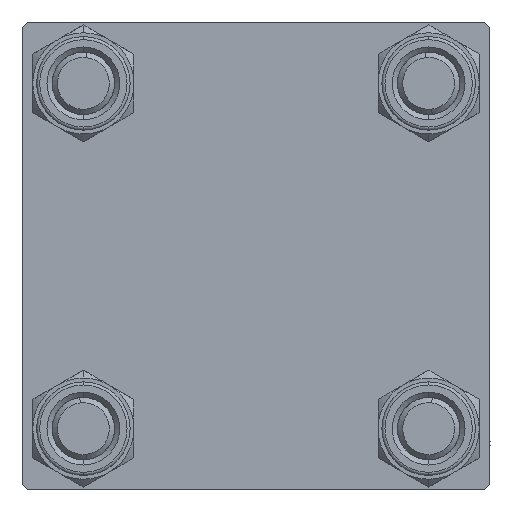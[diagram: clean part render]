
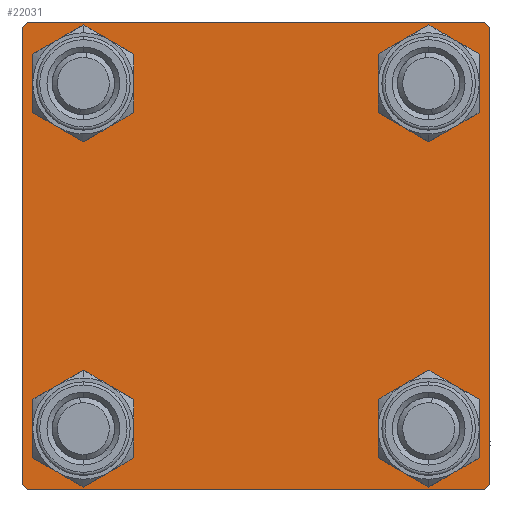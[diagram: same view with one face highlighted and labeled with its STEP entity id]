
A CAD part, left-side view. The second image highlights one B-rep face of the part: STEP entity #22031.
In plain terms, the highlighted planar face has unit normal (-1, 0, 0).
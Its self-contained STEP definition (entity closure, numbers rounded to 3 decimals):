
#228 = EDGE_CURVE ( 'NONE', #47612, #9660, #32792, .T. ) ;
#465 = VERTEX_POINT ( 'NONE', #22520 ) ;
#485 = CARTESIAN_POINT ( 'NONE',  ( 0., -16.6, -16.6 ) ) ;
#508 = ORIENTED_EDGE ( 'NONE', *, *, #5309, .T. ) ;
#693 = ORIENTED_EDGE ( 'NONE', *, *, #8496, .T. ) ;
#944 = EDGE_CURVE ( 'NONE', #13849, #40141, #27209, .T. ) ;
#1594 = EDGE_CURVE ( 'NONE', #19320, #465, #36824, .T. ) ;
#2451 = CARTESIAN_POINT ( 'NONE',  ( 0., 22.25, -22.25 ) ) ;
#2759 = AXIS2_PLACEMENT_3D ( 'NONE', #14508, #7042, #14258 ) ;
#2929 = EDGE_LOOP ( 'NONE', ( #36326, #693, #19570, #15033, #13002, #8458, #17791, #30622 ) ) ;
#3141 = EDGE_LOOP ( 'NONE', ( #31451, #27235 ) ) ;
#3386 = CIRCLE ( 'NONE', #11620, 3.5 ) ;
#3851 = DIRECTION ( 'NONE',  ( -1., 0., 0. ) ) ;
#4105 = DIRECTION ( 'NONE',  ( 0., 0., 1. ) ) ;
#4186 = EDGE_CURVE ( 'NONE', #22984, #42906, #35403, .T. ) ;
#4336 = DIRECTION ( 'NONE',  ( 0., 0.707, -0.707 ) ) ;
#4461 = ORIENTED_EDGE ( 'NONE', *, *, #27401, .T. ) ;
#5309 = EDGE_CURVE ( 'NONE', #17207, #13096, #3386, .T. ) ;
#5771 = VERTEX_POINT ( 'NONE', #11122 ) ;
#5996 = FACE_BOUND ( 'NONE', #49183, .T. ) ;
#6122 = CARTESIAN_POINT ( 'NONE',  ( 0., 16.6, -16.6 ) ) ;
#6566 = LINE ( 'NONE', #2451, #49444 ) ;
#7042 = DIRECTION ( 'NONE',  ( 1., 0., 0. ) ) ;
#7750 = CARTESIAN_POINT ( 'NONE',  ( 0., 16.6, -13.1 ) ) ;
#8100 = CARTESIAN_POINT ( 'NONE',  ( 0., -22., 22.5 ) ) ;
#8458 = ORIENTED_EDGE ( 'NONE', *, *, #944, .T. ) ;
#8496 = EDGE_CURVE ( 'NONE', #14781, #19320, #6566, .T. ) ;
#8646 = DIRECTION ( 'NONE',  ( 0., 0., 1. ) ) ;
#9660 = VERTEX_POINT ( 'NONE', #18340 ) ;
#9843 = CIRCLE ( 'NONE', #26238, 3.5 ) ;
#10108 = FACE_BOUND ( 'NONE', #3141, .T. ) ;
#10581 = DIRECTION ( 'NONE',  ( 0., 0., -1. ) ) ;
#10626 = LINE ( 'NONE', #33525, #46297 ) ;
#10983 = DIRECTION ( 'NONE',  ( 0., 0., 1. ) ) ;
#11122 = CARTESIAN_POINT ( 'NONE',  ( 0., 22.5, 22. ) ) ;
#11281 = DIRECTION ( 'NONE',  ( 1., 0., 0. ) ) ;
#11316 = FACE_OUTER_BOUND ( 'NONE', #2929, .T. ) ;
#11620 = AXIS2_PLACEMENT_3D ( 'NONE', #485, #19768, #15663 ) ;
#11667 = AXIS2_PLACEMENT_3D ( 'NONE', #50349, #3851, #27497 ) ;
#12239 = CARTESIAN_POINT ( 'NONE',  ( 0., -16.6, -13.1 ) ) ;
#12296 = LINE ( 'NONE', #35198, #33630 ) ;
#12321 = DIRECTION ( 'NONE',  ( 1., 0., 0. ) ) ;
#12559 = CARTESIAN_POINT ( 'NONE',  ( 0., 22., 22.5 ) ) ;
#12567 = ORIENTED_EDGE ( 'NONE', *, *, #44815, .T. ) ;
#13002 = ORIENTED_EDGE ( 'NONE', *, *, #30281, .F. ) ;
#13096 = VERTEX_POINT ( 'NONE', #12239 ) ;
#13122 = DIRECTION ( 'NONE',  ( 0., 0., -1. ) ) ;
#13238 = EDGE_CURVE ( 'NONE', #465, #33448, #37404, .T. ) ;
#13579 = DIRECTION ( 'NONE',  ( 1., 0., 0. ) ) ;
#13849 = VERTEX_POINT ( 'NONE', #18674 ) ;
#14012 = DIRECTION ( 'NONE',  ( 0., -0.707, 0.707 ) ) ;
#14183 = EDGE_CURVE ( 'NONE', #42797, #49649, #43799, .T. ) ;
#14258 = DIRECTION ( 'NONE',  ( 0., 0., 1. ) ) ;
#14286 = DIRECTION ( 'NONE',  ( 0., -0.707, -0.707 ) ) ;
#14508 = CARTESIAN_POINT ( 'NONE',  ( 0., 16.6, 16.6 ) ) ;
#14587 = CIRCLE ( 'NONE', #26904, 3.5 ) ;
#14730 = AXIS2_PLACEMENT_3D ( 'NONE', #22835, #11281, #18725 ) ;
#14781 = VERTEX_POINT ( 'NONE', #45711 ) ;
#14836 = CARTESIAN_POINT ( 'NONE',  ( 0., -16.6, -16.6 ) ) ;
#15033 = ORIENTED_EDGE ( 'NONE', *, *, #13238, .T. ) ;
#15663 = DIRECTION ( 'NONE',  ( 0., 0., 1. ) ) ;
#17207 = VERTEX_POINT ( 'NONE', #19427 ) ;
#17219 = CIRCLE ( 'NONE', #22981, 3.5 ) ;
#17224 = VECTOR ( 'NONE', #22589, 1000. ) ;
#17791 = ORIENTED_EDGE ( 'NONE', *, *, #28049, .F. ) ;
#18340 = CARTESIAN_POINT ( 'NONE',  ( 0., -16.6, 13.1 ) ) ;
#18674 = CARTESIAN_POINT ( 'NONE',  ( 0., -22.5, 22. ) ) ;
#18725 = DIRECTION ( 'NONE',  ( 0., 0., 1. ) ) ;
#19320 = VERTEX_POINT ( 'NONE', #39053 ) ;
#19427 = CARTESIAN_POINT ( 'NONE',  ( 0., -16.6, -20.1 ) ) ;
#19570 = ORIENTED_EDGE ( 'NONE', *, *, #1594, .T. ) ;
#19768 = DIRECTION ( 'NONE',  ( 1., 0., 0. ) ) ;
#19976 = VECTOR ( 'NONE', #14012, 1000. ) ;
#20250 = ORIENTED_EDGE ( 'NONE', *, *, #14183, .T. ) ;
#20798 = DIRECTION ( 'NONE',  ( 1., 0., 0. ) ) ;
#21675 = CIRCLE ( 'NONE', #24122, 3.5 ) ;
#22031 = ADVANCED_FACE ( 'NONE', ( #41202, #5996, #10108, #25778, #11316 ), #46496, .T. ) ;
#22520 = CARTESIAN_POINT ( 'NONE',  ( 0., -22., -22.5 ) ) ;
#22589 = DIRECTION ( 'NONE',  ( 0., 0.707, 0.707 ) ) ;
#22835 = CARTESIAN_POINT ( 'NONE',  ( 0., -16.6, 16.6 ) ) ;
#22981 = AXIS2_PLACEMENT_3D ( 'NONE', #28440, #35894, #8646 ) ;
#22984 = VERTEX_POINT ( 'NONE', #50423 ) ;
#24122 = AXIS2_PLACEMENT_3D ( 'NONE', #14836, #30519, #10983 ) ;
#25778 = FACE_BOUND ( 'NONE', #28642, .T. ) ;
#26238 = AXIS2_PLACEMENT_3D ( 'NONE', #6122, #13579, #49270 ) ;
#26904 = AXIS2_PLACEMENT_3D ( 'NONE', #28001, #12321, #4105 ) ;
#27209 = LINE ( 'NONE', #42870, #17224 ) ;
#27235 = ORIENTED_EDGE ( 'NONE', *, *, #4186, .T. ) ;
#27401 = EDGE_CURVE ( 'NONE', #13096, #17207, #21675, .T. ) ;
#27497 = DIRECTION ( 'NONE',  ( 0., 0., 1. ) ) ;
#28001 = CARTESIAN_POINT ( 'NONE',  ( 0., 16.6, 16.6 ) ) ;
#28049 = EDGE_CURVE ( 'NONE', #44153, #40141, #10626, .T. ) ;
#28440 = CARTESIAN_POINT ( 'NONE',  ( 0., -16.6, 16.6 ) ) ;
#28642 = EDGE_LOOP ( 'NONE', ( #20250, #30453 ) ) ;
#30126 = CARTESIAN_POINT ( 'NONE',  ( 0., -22.5, 22.5 ) ) ;
#30281 = EDGE_CURVE ( 'NONE', #13849, #33448, #45264, .T. ) ;
#30453 = ORIENTED_EDGE ( 'NONE', *, *, #39663, .T. ) ;
#30519 = DIRECTION ( 'NONE',  ( 1., 0., 0. ) ) ;
#30622 = ORIENTED_EDGE ( 'NONE', *, *, #48793, .T. ) ;
#31205 = VECTOR ( 'NONE', #13122, 1000. ) ;
#31451 = ORIENTED_EDGE ( 'NONE', *, *, #44331, .T. ) ;
#32459 = VECTOR ( 'NONE', #10581, 1000. ) ;
#32792 = CIRCLE ( 'NONE', #14730, 3.5 ) ;
#33277 = DIRECTION ( 'NONE',  ( 0., -1., 0. ) ) ;
#33448 = VERTEX_POINT ( 'NONE', #38626 ) ;
#33525 = CARTESIAN_POINT ( 'NONE',  ( 0., 22.5, 22.5 ) ) ;
#33630 = VECTOR ( 'NONE', #4336, 1000. ) ;
#35198 = CARTESIAN_POINT ( 'NONE',  ( 0., 22.25, 22.25 ) ) ;
#35403 = CIRCLE ( 'NONE', #41106, 3.5 ) ;
#35894 = DIRECTION ( 'NONE',  ( 1., 0., 0. ) ) ;
#36326 = ORIENTED_EDGE ( 'NONE', *, *, #49828, .T. ) ;
#36476 = DIRECTION ( 'NONE',  ( 0., 0., 1. ) ) ;
#36824 = LINE ( 'NONE', #37074, #46732 ) ;
#37074 = CARTESIAN_POINT ( 'NONE',  ( 0., 22.5, -22.5 ) ) ;
#37152 = CARTESIAN_POINT ( 'NONE',  ( 0., -22.25, -22.25 ) ) ;
#37404 = LINE ( 'NONE', #37152, #19976 ) ;
#37835 = CARTESIAN_POINT ( 'NONE',  ( 0., 16.6, 13.1 ) ) ;
#38080 = CARTESIAN_POINT ( 'NONE',  ( 0., 16.6, 20.1 ) ) ;
#38626 = CARTESIAN_POINT ( 'NONE',  ( 0., -22.5, -22. ) ) ;
#39053 = CARTESIAN_POINT ( 'NONE',  ( 0., 22., -22.5 ) ) ;
#39663 = EDGE_CURVE ( 'NONE', #49649, #42797, #14587, .T. ) ;
#40141 = VERTEX_POINT ( 'NONE', #8100 ) ;
#40318 = CARTESIAN_POINT ( 'NONE',  ( 0., 16.6, -16.6 ) ) ;
#41106 = AXIS2_PLACEMENT_3D ( 'NONE', #40318, #20798, #36476 ) ;
#41202 = FACE_BOUND ( 'NONE', #46974, .T. ) ;
#42797 = VERTEX_POINT ( 'NONE', #38080 ) ;
#42870 = CARTESIAN_POINT ( 'NONE',  ( 0., -22.25, 22.25 ) ) ;
#42906 = VERTEX_POINT ( 'NONE', #7750 ) ;
#43799 = CIRCLE ( 'NONE', #2759, 3.5 ) ;
#44153 = VERTEX_POINT ( 'NONE', #12559 ) ;
#44197 = CARTESIAN_POINT ( 'NONE',  ( 0., 22.5, 22.5 ) ) ;
#44331 = EDGE_CURVE ( 'NONE', #42906, #22984, #9843, .T. ) ;
#44815 = EDGE_CURVE ( 'NONE', #9660, #47612, #17219, .T. ) ;
#45264 = LINE ( 'NONE', #30126, #32459 ) ;
#45268 = DIRECTION ( 'NONE',  ( 0., -1., 0. ) ) ;
#45515 = CARTESIAN_POINT ( 'NONE',  ( 0., -16.6, 20.1 ) ) ;
#45711 = CARTESIAN_POINT ( 'NONE',  ( 0., 22.5, -22. ) ) ;
#46297 = VECTOR ( 'NONE', #33277, 1000. ) ;
#46496 = PLANE ( 'NONE',  #11667 ) ;
#46732 = VECTOR ( 'NONE', #45268, 1000. ) ;
#46974 = EDGE_LOOP ( 'NONE', ( #50347, #12567 ) ) ;
#47612 = VERTEX_POINT ( 'NONE', #45515 ) ;
#48793 = EDGE_CURVE ( 'NONE', #44153, #5771, #12296, .T. ) ;
#48819 = LINE ( 'NONE', #44197, #31205 ) ;
#49183 = EDGE_LOOP ( 'NONE', ( #4461, #508 ) ) ;
#49270 = DIRECTION ( 'NONE',  ( 0., 0., 1. ) ) ;
#49444 = VECTOR ( 'NONE', #14286, 1000. ) ;
#49649 = VERTEX_POINT ( 'NONE', #37835 ) ;
#49828 = EDGE_CURVE ( 'NONE', #5771, #14781, #48819, .T. ) ;
#50347 = ORIENTED_EDGE ( 'NONE', *, *, #228, .T. ) ;
#50349 = CARTESIAN_POINT ( 'NONE',  ( 0., 0., 0. ) ) ;
#50423 = CARTESIAN_POINT ( 'NONE',  ( 0., 16.6, -20.1 ) ) ;
